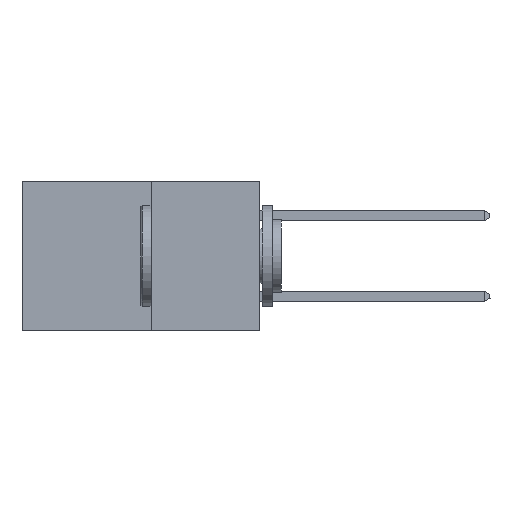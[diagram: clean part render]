
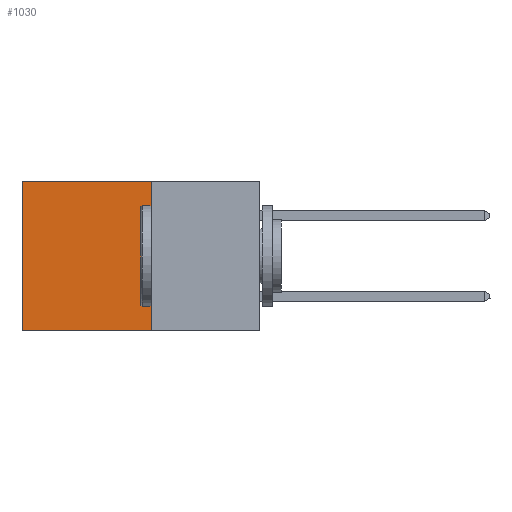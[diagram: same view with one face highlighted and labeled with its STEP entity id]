
A CAD part, left-side view. The second image highlights one B-rep face of the part: STEP entity #1030.
In plain terms, the highlighted planar face has unit normal (-1, 0, 0).
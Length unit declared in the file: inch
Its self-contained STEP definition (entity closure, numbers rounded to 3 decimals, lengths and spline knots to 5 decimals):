
#250 = VERTEX_POINT ( 'NONE', #12552 ) ;
#789 = VERTEX_POINT ( 'NONE', #6919 ) ;
#1030 = ADVANCED_FACE ( 'NONE', ( #13459 ), #14481, .F. ) ;
#1835 = LINE ( 'NONE', #9904, #11689 ) ;
#1837 = ORIENTED_EDGE ( 'NONE', *, *, #5480, .T. ) ;
#1856 = DIRECTION ( 'NONE',  ( 0., 1., 0. ) ) ;
#3203 = EDGE_CURVE ( 'NONE', #3284, #250, #1835, .T. ) ;
#3280 = VERTEX_POINT ( 'NONE', #6155 ) ;
#3284 = VERTEX_POINT ( 'NONE', #9144 ) ;
#4313 = ORIENTED_EDGE ( 'NONE', *, *, #3203, .T. ) ;
#4625 = DIRECTION ( 'NONE',  ( 0., 0., -1. ) ) ;
#5077 = CARTESIAN_POINT ( 'NONE',  ( 0.277, 0.27, -0.37 ) ) ;
#5304 = VECTOR ( 'NONE', #5354, 39.37008 ) ;
#5354 = DIRECTION ( 'NONE',  ( 0., 1., 0. ) ) ;
#5480 = EDGE_CURVE ( 'NONE', #789, #3284, #12894, .T. ) ;
#6155 = CARTESIAN_POINT ( 'NONE',  ( 0.277, 0.27, -0.37 ) ) ;
#6428 = DIRECTION ( 'NONE',  ( 0., 0., -1. ) ) ;
#6919 = CARTESIAN_POINT ( 'NONE',  ( 0.277, 0.27, 0. ) ) ;
#7092 = DIRECTION ( 'NONE',  ( 1., 0., 0. ) ) ;
#7631 = LINE ( 'NONE', #5077, #8058 ) ;
#7657 = EDGE_LOOP ( 'NONE', ( #4313, #12119, #15665, #1837 ) ) ;
#7877 = CARTESIAN_POINT ( 'NONE',  ( 0.277, 0.27, 0. ) ) ;
#8058 = VECTOR ( 'NONE', #6428, 39.37008 ) ;
#8928 = DIRECTION ( 'NONE',  ( 0., 0., -1. ) ) ;
#9144 = CARTESIAN_POINT ( 'NONE',  ( 0.277, 0.59, 0. ) ) ;
#9370 = VECTOR ( 'NONE', #1856, 39.37008 ) ;
#9904 = CARTESIAN_POINT ( 'NONE',  ( 0.277, 0.59, -0.37 ) ) ;
#10186 = EDGE_CURVE ( 'NONE', #789, #3280, #7631, .T. ) ;
#10245 = CARTESIAN_POINT ( 'NONE',  ( 0.277, 0.27, -0.37 ) ) ;
#11180 = CARTESIAN_POINT ( 'NONE',  ( 0.277, 0.27, -0.37 ) ) ;
#11689 = VECTOR ( 'NONE', #4625, 39.37008 ) ;
#12119 = ORIENTED_EDGE ( 'NONE', *, *, #16575, .F. ) ;
#12552 = CARTESIAN_POINT ( 'NONE',  ( 0.277, 0.59, -0.37 ) ) ;
#12894 = LINE ( 'NONE', #7877, #5304 ) ;
#12966 = LINE ( 'NONE', #11180, #9370 ) ;
#13459 = FACE_OUTER_BOUND ( 'NONE', #7657, .T. ) ;
#14481 = PLANE ( 'NONE',  #16159 ) ;
#15665 = ORIENTED_EDGE ( 'NONE', *, *, #10186, .F. ) ;
#16159 = AXIS2_PLACEMENT_3D ( 'NONE', #10245, #7092, #8928 ) ;
#16575 = EDGE_CURVE ( 'NONE', #3280, #250, #12966, .T. ) ;
